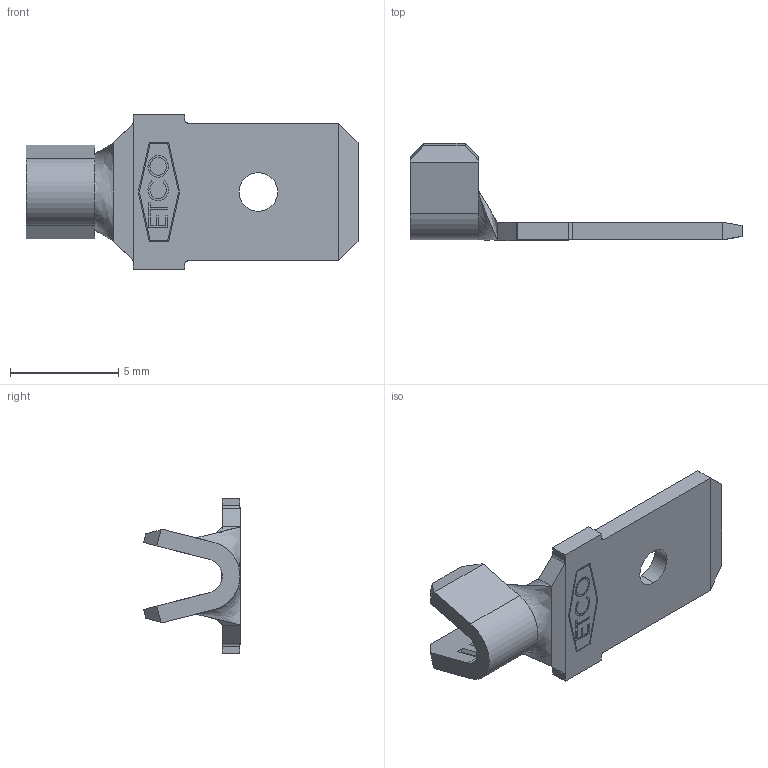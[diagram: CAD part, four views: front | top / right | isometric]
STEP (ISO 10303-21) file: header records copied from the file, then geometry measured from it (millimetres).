
FILE_DESCRIPTION (( 'STEP AP203' ), '1' );
FILE_NAME ('08016.STEP', '2015-02-18T19:47:21', ( '' ), ( '' ), 'SwSTEP 2.0', 'SolidWorks 2014', '' );
FILE_SCHEMA (( 'CONFIG_CONTROL_DESIGN' ));
Length unit declared in the file: inch
Products named in the file (1): 08016
Bounding box: 15.32 x 4.47 x 7.14 mm (x, y, z)
Volume: 81.2 mm3; surface area: 252.6 mm2
Topology: 1 solids, 1 shells, 142 faces, 364 edges, 231 vertices
Faces by surface type: plane 99, bspline 23, cylinder 14, cone 6
Entity records: 5653 total; most frequent: CARTESIAN_POINT 2263, ORIENTED_EDGE 728, DIRECTION 593, EDGE_CURVE 364, LINE 293, VECTOR 293, VERTEX_POINT 231, EDGE_LOOP 151
